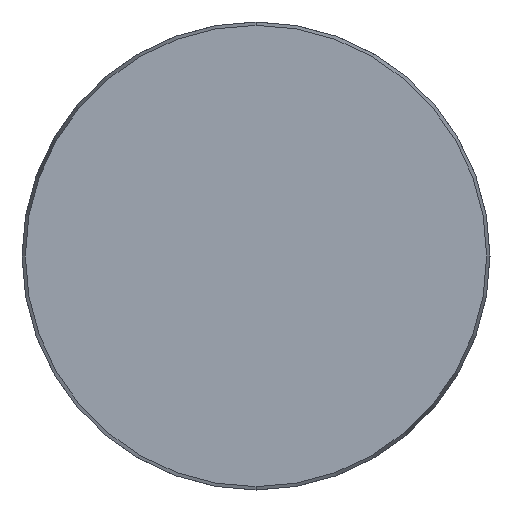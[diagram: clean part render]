
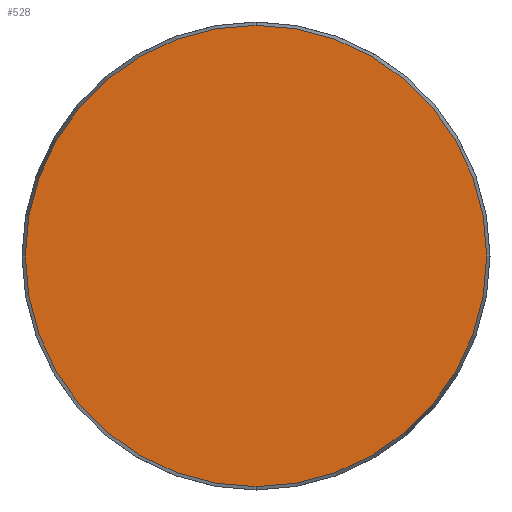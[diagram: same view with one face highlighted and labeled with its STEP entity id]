
A CAD part, front view. The second image highlights one B-rep face of the part: STEP entity #528.
In plain terms, the highlighted planar face has unit normal (0, -1, 0).
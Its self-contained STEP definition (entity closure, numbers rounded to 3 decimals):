
#19 = FACE_OUTER_BOUND ( 'NONE', #27, .T. ) ;
#27 = EDGE_LOOP ( 'NONE', ( #598, #779 ) ) ;
#66 = CARTESIAN_POINT ( 'NONE',  ( 0., 0., -59.143 ) ) ;
#72 = DIRECTION ( 'NONE',  ( 0., -1., 0. ) ) ;
#217 = DIRECTION ( 'NONE',  ( 0., 1., 0. ) ) ;
#243 = EDGE_CURVE ( 'NONE', #312, #417, #434, .T. ) ;
#255 = DIRECTION ( 'NONE',  ( 0., 0., -1. ) ) ;
#285 = AXIS2_PLACEMENT_3D ( 'NONE', #698, #72, #255 ) ;
#312 = VERTEX_POINT ( 'NONE', #66 ) ;
#346 = DIRECTION ( 'NONE',  ( 0., 0., -1. ) ) ;
#399 = DIRECTION ( 'NONE',  ( 0., -1., 0. ) ) ;
#417 = VERTEX_POINT ( 'NONE', #721 ) ;
#434 = CIRCLE ( 'NONE', #285, 59.143 ) ;
#443 = EDGE_CURVE ( 'NONE', #417, #312, #785, .T. ) ;
#448 = AXIS2_PLACEMENT_3D ( 'NONE', #581, #399, #346 ) ;
#475 = DIRECTION ( 'NONE',  ( 0., 0., 1. ) ) ;
#528 = ADVANCED_FACE ( 'NONE', ( #19 ), #534, .F. ) ;
#534 = PLANE ( 'NONE',  #834 ) ;
#581 = CARTESIAN_POINT ( 'NONE',  ( 0., 0., 0. ) ) ;
#598 = ORIENTED_EDGE ( 'NONE', *, *, #443, .T. ) ;
#698 = CARTESIAN_POINT ( 'NONE',  ( 0., 0., 0. ) ) ;
#721 = CARTESIAN_POINT ( 'NONE',  ( 0., 0., 59.143 ) ) ;
#779 = ORIENTED_EDGE ( 'NONE', *, *, #243, .T. ) ;
#785 = CIRCLE ( 'NONE', #448, 59.143 ) ;
#792 = CARTESIAN_POINT ( 'NONE',  ( -59.143, 0., 0. ) ) ;
#834 = AXIS2_PLACEMENT_3D ( 'NONE', #792, #217, #475 ) ;
